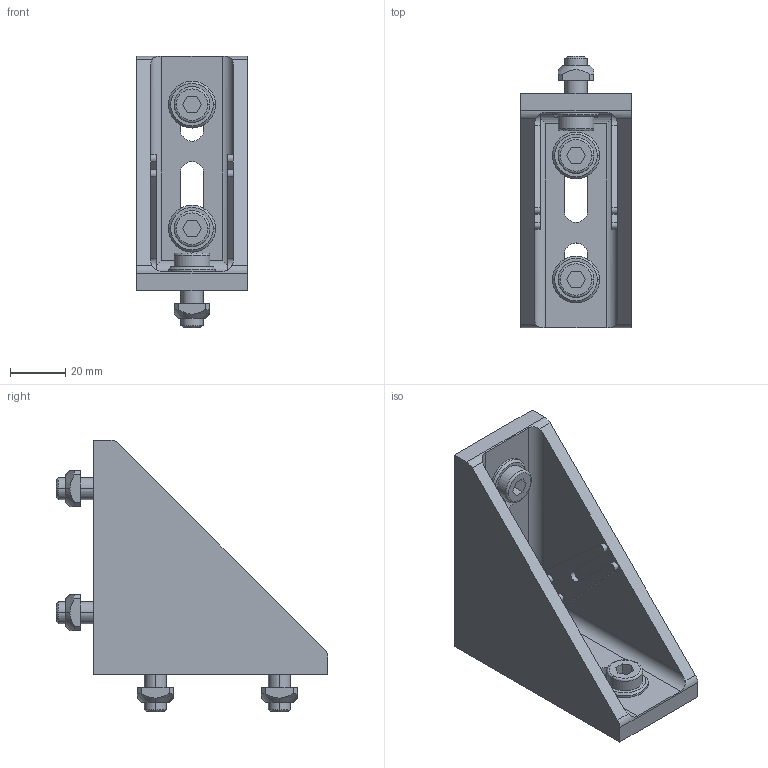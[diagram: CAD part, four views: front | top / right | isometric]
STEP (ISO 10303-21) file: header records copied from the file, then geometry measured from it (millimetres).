
FILE_DESCRIPTION(('STEP AP214'),'1');
FILE_NAME('cctmp_ADF9B684-B1D2-4021-BE47-4E9F8C41111B_2020_10_29_13_47_50_519..stp','2020-10-29T12:47:50',('MiniTec Maschinenbau GmbH & Co.KG'),('CADClick - www.CADClick.com'),'Spatial InterOp 3D',' ','unknown authorization');
FILE_SCHEMA(('AUTOMOTIVE_DESIGN'));
Length unit declared in the file: millimetre
Products named in the file (14): 21.1397/0
Assembly tree (13 placements, depth 2):
  (unnamed)
    21.1397/0
    21.1397/0
    21.1397/0
    21.1397/0
    21.1397/0
    21.1397/0
    21.1397/0
    21.1397/0
    21.1397/0
    21.1397/0
    21.1397/0
    21.1397/0
    21.1397/0
Bounding box: 40 x 98.4 x 98.4 mm (x, y, z)
Volume: 84191.3 mm3; surface area: 36321.2 mm2
Topology: 13 solids, 13 shells, 243 faces, 581 edges, 372 vertices
Faces by surface type: plane 118, cylinder 69, cone 40, torus 16
Entity records: 9544 total; most frequent: CARTESIAN_POINT 1460, DIRECTION 1259, ORIENTED_EDGE 1162, EDGE_CURVE 581, AXIS2_PLACEMENT_3D 469, VERTEX_POINT 372, LINE 321, VECTOR 321
